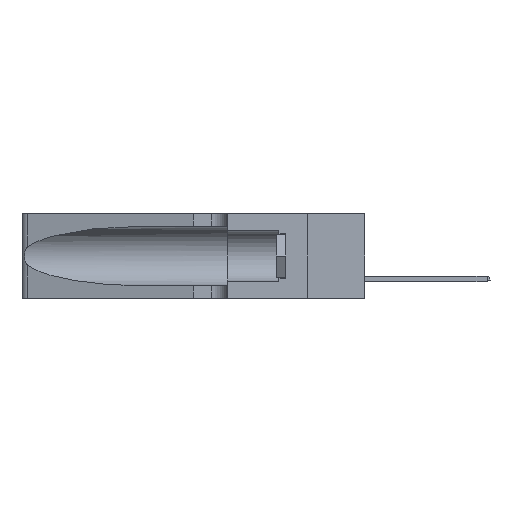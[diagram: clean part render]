
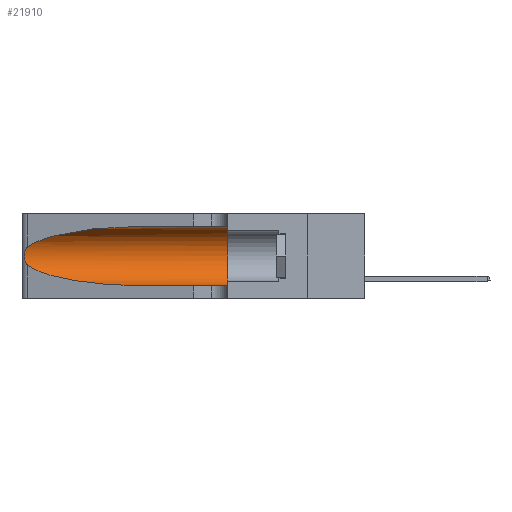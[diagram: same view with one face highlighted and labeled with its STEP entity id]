
A CAD part, left-side view. The second image highlights one B-rep face of the part: STEP entity #21910.
In plain terms, the highlighted cylindrical face has radius 3.308 mm (diameter 6.617 mm), a partial arc.
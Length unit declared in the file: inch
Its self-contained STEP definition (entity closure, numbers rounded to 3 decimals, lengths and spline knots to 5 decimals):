
#99 = DIRECTION ( 'NONE',  ( 0., -1., 0. ) ) ;
#612 = CARTESIAN_POINT ( 'NONE',  ( 0.1305, 0.72297, 0.31525 ) ) ;
#731 = AXIS2_PLACEMENT_3D ( 'NONE', #9999, #16078, #1343 ) ;
#1271 = ORIENTED_EDGE ( 'NONE', *, *, #10933, .T. ) ;
#1343 = DIRECTION ( 'NONE',  ( 0., 0., 1. ) ) ;
#1417 = VERTEX_POINT ( 'NONE', #15208 ) ;
#1449 = CARTESIAN_POINT ( 'NONE',  ( 0.26017, 1.23833, 0.17102 ) ) ;
#2215 = DIRECTION ( 'NONE',  ( 0., 0., -1. ) ) ;
#2979 = CARTESIAN_POINT ( 'NONE',  ( 0.25487, 1.22718, 0.22369 ) ) ;
#3157 = CARTESIAN_POINT ( 'NONE',  ( 0.25639, 1.23184, 0.21858 ) ) ;
#3324 = EDGE_CURVE ( 'NONE', #15078, #9787, #16639, .T. ) ;
#3361 =( BOUNDED_CURVE ( )  B_SPLINE_CURVE ( 3, ( #22872, #12160, #14432, #14341 ),
 .UNSPECIFIED., .F., .F. ) 
 B_SPLINE_CURVE_WITH_KNOTS ( ( 4, 4 ),
 ( 1.5708, 2.84003 ),
 .UNSPECIFIED. ) 
 CURVE ( )  GEOMETRIC_REPRESENTATION_ITEM ( )  RATIONAL_B_SPLINE_CURVE ( ( 1., 0.87, 0.87, 1. ) ) 
 REPRESENTATION_ITEM ( '' )  );
#3808 = CARTESIAN_POINT ( 'NONE',  ( 0.25487, 1.22718, 0.14631 ) ) ;
#3841 = B_SPLINE_CURVE_WITH_KNOTS ( 'NONE', 3,
 ( #2979, #23986, #3157, #17792, #5364, #15894, #7456, #17530, #1449, #22488, #5544, #22317, #22400, #9915 ),
 .UNSPECIFIED., .F., .F.,
 ( 4, 2, 2, 2, 2, 2, 4 ),
 ( 0., 0.00027, 0.00053, 0.00107, 0.0016, 0.00187, 0.00214 ),
 .UNSPECIFIED. ) ;
#4928 = CARTESIAN_POINT ( 'NONE',  ( 0.25487, 1.22718, 0.22369 ) ) ;
#5364 = CARTESIAN_POINT ( 'NONE',  ( 0.25854, 1.2359, 0.20912 ) ) ;
#5544 = CARTESIAN_POINT ( 'NONE',  ( 0.25789, 1.23486, 0.15765 ) ) ;
#6980 = CARTESIAN_POINT ( 'NONE',  ( 0.1305, 0.35, 0.31525 ) ) ;
#7382 = CARTESIAN_POINT ( 'NONE',  ( 0.25487, 1.22718, 0.14631 ) ) ;
#7456 = CARTESIAN_POINT ( 'NONE',  ( 0.26075, 1.23896, 0.19203 ) ) ;
#8255 = DIRECTION ( 'NONE',  ( 0., -1., 0. ) ) ;
#8281 = EDGE_CURVE ( 'NONE', #15078, #14707, #3361, .T. ) ;
#8624 = ORIENTED_EDGE ( 'NONE', *, *, #15500, .T. ) ;
#9307 = CYLINDRICAL_SURFACE ( 'NONE', #14589, 0.13025 ) ;
#9787 = VERTEX_POINT ( 'NONE', #6980 ) ;
#9915 = CARTESIAN_POINT ( 'NONE',  ( 0.25487, 1.22718, 0.14631 ) ) ;
#9999 = CARTESIAN_POINT ( 'NONE',  ( 0.1305, 0.35, 0.185 ) ) ;
#10421 = CARTESIAN_POINT ( 'NONE',  ( 0.1305, 1.61858, 0.185 ) ) ;
#10428 = CARTESIAN_POINT ( 'NONE',  ( 0.1305, 1.61858, 0.05475 ) ) ;
#10933 = EDGE_CURVE ( 'NONE', #26466, #1417, #11994, .T. ) ;
#11309 = CARTESIAN_POINT ( 'NONE',  ( 0.1305, 0.72297, 0.05475 ) ) ;
#11985 = DIRECTION ( 'NONE',  ( 0., -1., 0. ) ) ;
#11994 = LINE ( 'NONE', #10428, #18209 ) ;
#12160 = CARTESIAN_POINT ( 'NONE',  ( 0.18966, 0.96281, 0.31525 ) ) ;
#12730 =( BOUNDED_CURVE ( )  B_SPLINE_CURVE ( 3, ( #7382, #19624, #24149, #11309 ),
 .UNSPECIFIED., .F., .F. ) 
 B_SPLINE_CURVE_WITH_KNOTS ( ( 4, 4 ),
 ( 3.44316, 4.71239 ),
 .UNSPECIFIED. ) 
 CURVE ( )  GEOMETRIC_REPRESENTATION_ITEM ( )  RATIONAL_B_SPLINE_CURVE ( ( 1., 0.87, 0.87, 1. ) ) 
 REPRESENTATION_ITEM ( '' )  );
#14339 = ORIENTED_EDGE ( 'NONE', *, *, #15430, .T. ) ;
#14341 = CARTESIAN_POINT ( 'NONE',  ( 0.25487, 1.22718, 0.22369 ) ) ;
#14432 = CARTESIAN_POINT ( 'NONE',  ( 0.2373, 1.15595, 0.28018 ) ) ;
#14589 = AXIS2_PLACEMENT_3D ( 'NONE', #10421, #99, #2215 ) ;
#14707 = VERTEX_POINT ( 'NONE', #4928 ) ;
#15078 = VERTEX_POINT ( 'NONE', #612 ) ;
#15208 = CARTESIAN_POINT ( 'NONE',  ( 0.1305, 0.35, 0.05475 ) ) ;
#15382 = ORIENTED_EDGE ( 'NONE', *, *, #20888, .F. ) ;
#15430 = EDGE_CURVE ( 'NONE', #21745, #26466, #12730, .T. ) ;
#15500 = EDGE_CURVE ( 'NONE', #14707, #21745, #3841, .T. ) ;
#15596 = ORIENTED_EDGE ( 'NONE', *, *, #8281, .T. ) ;
#15597 = CIRCLE ( 'NONE', #731, 0.13025 ) ;
#15894 = CARTESIAN_POINT ( 'NONE',  ( 0.26018, 1.23835, 0.19895 ) ) ;
#16078 = DIRECTION ( 'NONE',  ( 0., 1., 0. ) ) ;
#16639 = LINE ( 'NONE', #26647, #26066 ) ;
#17530 = CARTESIAN_POINT ( 'NONE',  ( 0.26075, 1.23896, 0.178 ) ) ;
#17792 = CARTESIAN_POINT ( 'NONE',  ( 0.25787, 1.23484, 0.2124 ) ) ;
#18209 = VECTOR ( 'NONE', #11985, 39.37008 ) ;
#19204 = CARTESIAN_POINT ( 'NONE',  ( 0.1305, 0.72297, 0.05475 ) ) ;
#19624 = CARTESIAN_POINT ( 'NONE',  ( 0.2373, 1.15595, 0.08982 ) ) ;
#20888 = EDGE_CURVE ( 'NONE', #9787, #1417, #15597, .T. ) ;
#21745 = VERTEX_POINT ( 'NONE', #3808 ) ;
#21910 = ADVANCED_FACE ( 'NONE', ( #26219 ), #9307, .F. ) ;
#22317 = CARTESIAN_POINT ( 'NONE',  ( 0.25639, 1.23186, 0.15144 ) ) ;
#22400 = CARTESIAN_POINT ( 'NONE',  ( 0.25555, 1.22993, 0.14849 ) ) ;
#22488 = CARTESIAN_POINT ( 'NONE',  ( 0.25856, 1.23593, 0.16098 ) ) ;
#22872 = CARTESIAN_POINT ( 'NONE',  ( 0.1305, 0.72297, 0.31525 ) ) ;
#23067 = ORIENTED_EDGE ( 'NONE', *, *, #3324, .F. ) ;
#23986 = CARTESIAN_POINT ( 'NONE',  ( 0.25555, 1.22994, 0.2215 ) ) ;
#24149 = CARTESIAN_POINT ( 'NONE',  ( 0.18966, 0.96281, 0.05475 ) ) ;
#25799 = EDGE_LOOP ( 'NONE', ( #15596, #8624, #14339, #1271, #15382, #23067 ) ) ;
#26066 = VECTOR ( 'NONE', #8255, 39.37008 ) ;
#26219 = FACE_OUTER_BOUND ( 'NONE', #25799, .T. ) ;
#26466 = VERTEX_POINT ( 'NONE', #19204 ) ;
#26647 = CARTESIAN_POINT ( 'NONE',  ( 0.1305, 1.61858, 0.31525 ) ) ;
